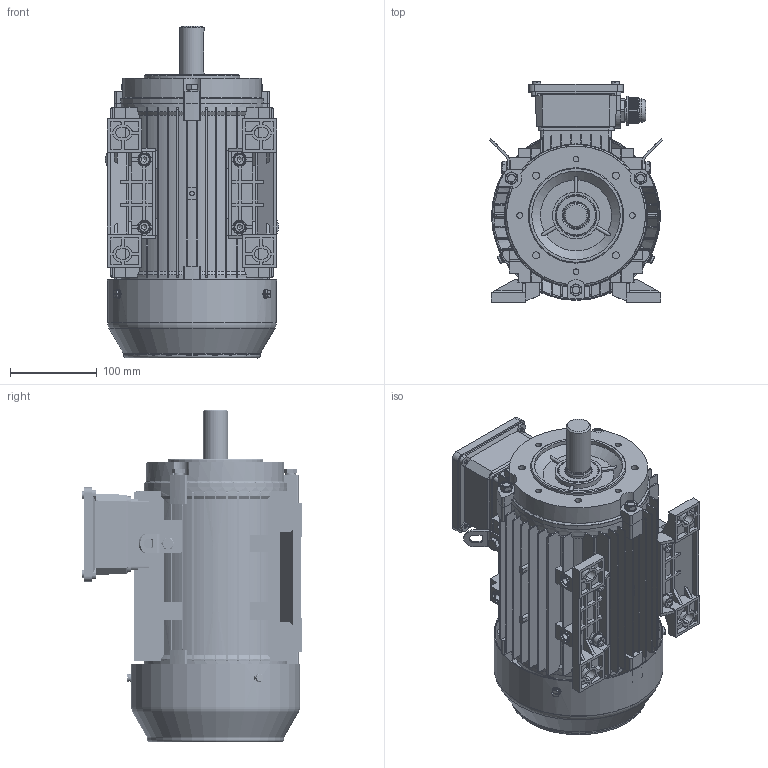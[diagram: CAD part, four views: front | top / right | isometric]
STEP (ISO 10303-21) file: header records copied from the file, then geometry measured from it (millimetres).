
FILE_DESCRIPTION(/* description */ (''),/* implementation_level */ '2;1');
FILE_NAME(/* name */ 'JL-100-B34A.stp',/* time_stamp */ '2018-12-30T14:36:35+08:00',/* author */ (''),/* organization */ (''),/* preprocessor_version */ 'ST-DEVELOPER v16.7',/* originating_system */ 'SIEMENS PLM Software NX 12.0',/* authorisation */ '');
FILE_SCHEMA (('AP203_CONFIGURATION_CONTROLLED_3D_DESIGN_OF_MECHANICAL_PARTS_AND_ASSEMBLIES_MIM_LF { 1 0 10303 403 2 1 2}'));
Products named in the file (1): JL-100-B34A
Bounding box: 200.01 x 254.5 x 383 mm (x, y, z)
Volume: 1887979.7 mm3; surface area: 1100737.5 mm2
Topology: 60 solids, 60 shells, 4777 faces, 13339 edges, 8859 vertices
Faces by surface type: plane 2921, cylinder 1468, cone 189, torus 161, bspline 32, sphere 6
Full cylindrical faces by diameter (mm): 2 x4, 4 x11, 4.48 x8, 4.8 x4, 5 x23, 5.3 x4, 5.8 x14, 6.6 x4, 7.188 x6, 8 x35, 8.58 x6, 9 x6, 9.1 x6, 10 x10, 11 x12, 12 x4, 13 x8, 14.785 x6, 15 x4, 16 x12, 17.188 x2, 20.312 x4, 23.438 x10, 24.219 x12, 25 x24, 25.781 x12, 26.562 x12, 26.953 x2, 27 x1, 27.2 x1
Entity records: 164566 total; most frequent: CARTESIAN_POINT 45389, ORIENTED_EDGE 25164, DIRECTION 23377, EDGE_CURVE 12582, VERTEX_POINT 8556, AXIS2_PLACEMENT_3D 7940, LINE 7497, VECTOR 7497
